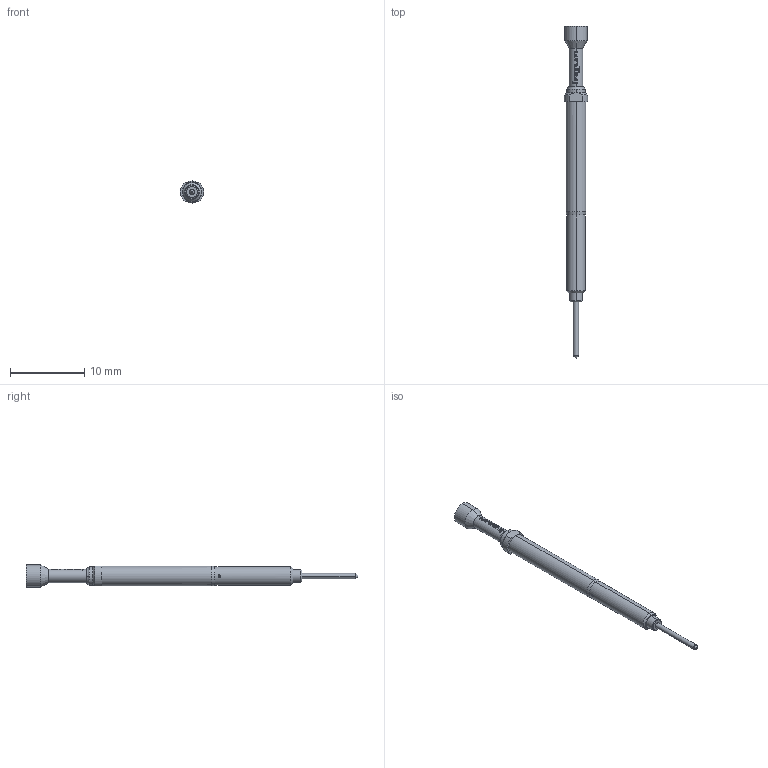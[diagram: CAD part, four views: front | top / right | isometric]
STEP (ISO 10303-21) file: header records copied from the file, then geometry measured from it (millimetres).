
FILE_DESCRIPTION (( 'STEP AP203' ), '1' );
FILE_NAME ('INGUN_SKS-463_002_300_A_xx02_MF.STEP', '2022-02-16T13:19:36', ( 'ochi' ), ( '' ), 'SwSTEP 2.0', 'SolidWorks 2018', '' );
FILE_SCHEMA (( 'CONFIG_CONTROL_DESIGN' ));
Length unit declared in the file: millimetre
Products named in the file (1): INGUN_SKS-463_002_300_A_xx02_MF
Bounding box: 3.19 x 44.8 x 3 mm (x, y, z)
Volume: 185.5 mm3; surface area: 322.4 mm2
Topology: 1 solids, 1 shells, 132 faces, 348 edges, 226 vertices
Faces by surface type: plane 55, cylinder 35, bspline 26, cone 12, torus 4
Entity records: 4769 total; most frequent: CARTESIAN_POINT 1573, ORIENTED_EDGE 696, DIRECTION 600, EDGE_CURVE 348, AXIS2_PLACEMENT_3D 243, VERTEX_POINT 226, EDGE_LOOP 140, CIRCLE 136
